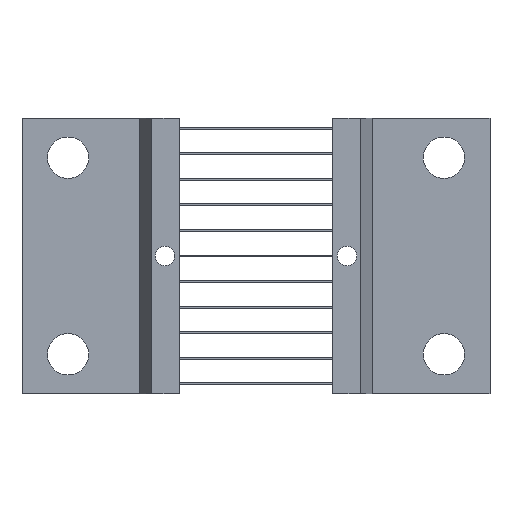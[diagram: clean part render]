
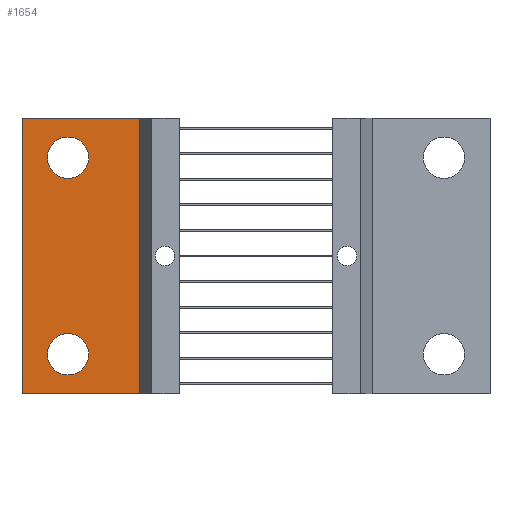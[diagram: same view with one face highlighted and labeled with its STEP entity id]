
A CAD part, front view. The second image highlights one B-rep face of the part: STEP entity #1654.
In plain terms, the highlighted planar face has unit normal (0, -1, 0).
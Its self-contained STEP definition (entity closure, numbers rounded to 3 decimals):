
#19 = AXIS2_PLACEMENT_3D ( 'NONE', #1717, #290, #794 ) ;
#110 = EDGE_CURVE ( 'NONE', #2121, #1778, #213, .T. ) ;
#133 = EDGE_CURVE ( 'NONE', #577, #2121, #1934, .T. ) ;
#135 = DIRECTION ( 'NONE',  ( 0., -1., 0. ) ) ;
#141 = DIRECTION ( 'NONE',  ( -1., 0., 0. ) ) ;
#181 = FACE_BOUND ( 'NONE', #906, .T. ) ;
#213 = LINE ( 'NONE', #841, #1416 ) ;
#290 = DIRECTION ( 'NONE',  ( 0., 1., 0. ) ) ;
#295 = EDGE_CURVE ( 'NONE', #2110, #2219, #2432, .T. ) ;
#355 = PLANE ( 'NONE',  #867 ) ;
#365 = FACE_OUTER_BOUND ( 'NONE', #1756, .T. ) ;
#384 = ORIENTED_EDGE ( 'NONE', *, *, #2268, .F. ) ;
#400 = CIRCLE ( 'NONE', #1728, 5.25 ) ;
#577 = VERTEX_POINT ( 'NONE', #1272 ) ;
#584 = VECTOR ( 'NONE', #1131, 1000. ) ;
#585 = CARTESIAN_POINT ( 'NONE',  ( -67.3, 8.5, 60. ) ) ;
#614 = DIRECTION ( 'NONE',  ( 0., 0., -1. ) ) ;
#636 = CARTESIAN_POINT ( 'NONE',  ( -79., 8.5, 70. ) ) ;
#702 = EDGE_CURVE ( 'NONE', #2219, #2110, #2088, .T. ) ;
#759 = VERTEX_POINT ( 'NONE', #959 ) ;
#794 = DIRECTION ( 'NONE',  ( 0., 0., -1. ) ) ;
#841 = CARTESIAN_POINT ( 'NONE',  ( -79., 8.5, 70. ) ) ;
#867 = AXIS2_PLACEMENT_3D ( 'NONE', #1154, #135, #1517 ) ;
#906 = EDGE_LOOP ( 'NONE', ( #1079, #2136 ) ) ;
#935 = CARTESIAN_POINT ( 'NONE',  ( -79., 8.5, 0. ) ) ;
#959 = CARTESIAN_POINT ( 'NONE',  ( -49., 8.5, 0. ) ) ;
#967 = EDGE_CURVE ( 'NONE', #2547, #1572, #1901, .T. ) ;
#1048 = ORIENTED_EDGE ( 'NONE', *, *, #702, .F. ) ;
#1062 = LINE ( 'NONE', #2305, #584 ) ;
#1079 = ORIENTED_EDGE ( 'NONE', *, *, #2076, .T. ) ;
#1131 = DIRECTION ( 'NONE',  ( 0., 0., -1. ) ) ;
#1142 = DIRECTION ( 'NONE',  ( 0., 0., -1. ) ) ;
#1154 = CARTESIAN_POINT ( 'NONE',  ( -79., 8.5, 70. ) ) ;
#1206 = CARTESIAN_POINT ( 'NONE',  ( -67.3, 8.5, 60. ) ) ;
#1229 = DIRECTION ( 'NONE',  ( -1., 0., 0. ) ) ;
#1258 = ORIENTED_EDGE ( 'NONE', *, *, #295, .F. ) ;
#1272 = CARTESIAN_POINT ( 'NONE',  ( -49., 8.5, 70. ) ) ;
#1291 = CARTESIAN_POINT ( 'NONE',  ( -67.3, 8.5, 65.25 ) ) ;
#1416 = VECTOR ( 'NONE', #2378, 1000. ) ;
#1437 = EDGE_LOOP ( 'NONE', ( #1048, #1258 ) ) ;
#1496 = ORIENTED_EDGE ( 'NONE', *, *, #110, .T. ) ;
#1517 = DIRECTION ( 'NONE',  ( 0., 0., -1. ) ) ;
#1533 = AXIS2_PLACEMENT_3D ( 'NONE', #1206, #2364, #614 ) ;
#1543 = DIRECTION ( 'NONE',  ( 0., -1., 0. ) ) ;
#1544 = VECTOR ( 'NONE', #141, 1000. ) ;
#1572 = VERTEX_POINT ( 'NONE', #1742 ) ;
#1654 = ADVANCED_FACE ( 'NONE', ( #365, #1731, #181 ), #355, .T. ) ;
#1663 = ORIENTED_EDGE ( 'NONE', *, *, #133, .T. ) ;
#1680 = CARTESIAN_POINT ( 'NONE',  ( -67.3, 8.5, 54.75 ) ) ;
#1709 = CARTESIAN_POINT ( 'NONE',  ( -79., 8.5, 70. ) ) ;
#1717 = CARTESIAN_POINT ( 'NONE',  ( -67.3, 8.5, 10. ) ) ;
#1728 = AXIS2_PLACEMENT_3D ( 'NONE', #1846, #2035, #2042 ) ;
#1731 = FACE_BOUND ( 'NONE', #1437, .T. ) ;
#1742 = CARTESIAN_POINT ( 'NONE',  ( -67.3, 8.5, 15.25 ) ) ;
#1749 = AXIS2_PLACEMENT_3D ( 'NONE', #585, #1543, #1142 ) ;
#1756 = EDGE_LOOP ( 'NONE', ( #2502, #384, #1663, #1496 ) ) ;
#1764 = VECTOR ( 'NONE', #1229, 1000. ) ;
#1778 = VERTEX_POINT ( 'NONE', #2526 ) ;
#1846 = CARTESIAN_POINT ( 'NONE',  ( -67.3, 8.5, 10. ) ) ;
#1901 = CIRCLE ( 'NONE', #19, 5.25 ) ;
#1934 = LINE ( 'NONE', #636, #1764 ) ;
#2035 = DIRECTION ( 'NONE',  ( 0., 1., 0. ) ) ;
#2038 = LINE ( 'NONE', #935, #1544 ) ;
#2042 = DIRECTION ( 'NONE',  ( 0., 0., -1. ) ) ;
#2076 = EDGE_CURVE ( 'NONE', #1572, #2547, #400, .T. ) ;
#2088 = CIRCLE ( 'NONE', #1749, 5.25 ) ;
#2110 = VERTEX_POINT ( 'NONE', #1680 ) ;
#2121 = VERTEX_POINT ( 'NONE', #1709 ) ;
#2136 = ORIENTED_EDGE ( 'NONE', *, *, #967, .T. ) ;
#2189 = CARTESIAN_POINT ( 'NONE',  ( -67.3, 8.5, 4.75 ) ) ;
#2219 = VERTEX_POINT ( 'NONE', #1291 ) ;
#2268 = EDGE_CURVE ( 'NONE', #577, #759, #1062, .T. ) ;
#2305 = CARTESIAN_POINT ( 'NONE',  ( -49., 8.5, 70. ) ) ;
#2364 = DIRECTION ( 'NONE',  ( 0., -1., 0. ) ) ;
#2378 = DIRECTION ( 'NONE',  ( 0., 0., -1. ) ) ;
#2390 = EDGE_CURVE ( 'NONE', #759, #1778, #2038, .T. ) ;
#2432 = CIRCLE ( 'NONE', #1533, 5.25 ) ;
#2502 = ORIENTED_EDGE ( 'NONE', *, *, #2390, .F. ) ;
#2526 = CARTESIAN_POINT ( 'NONE',  ( -79., 8.5, 0. ) ) ;
#2547 = VERTEX_POINT ( 'NONE', #2189 ) ;
